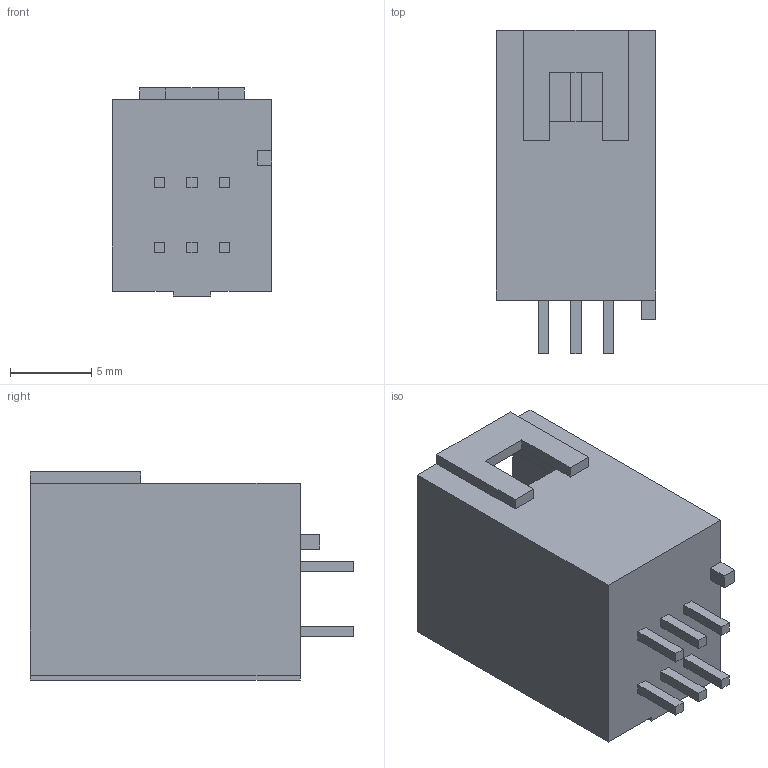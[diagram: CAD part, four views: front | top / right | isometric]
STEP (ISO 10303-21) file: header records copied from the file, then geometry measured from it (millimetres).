
FILE_DESCRIPTION (( 'STEP AP214' ), '1' );
FILE_NAME ('B06B-JWPF-SK-R (LF)(SN).STEP', '2013-10-11T08:20:43', ( ' ' ), ( ' ' ), 'SwSTEP 2.0', 'SolidWorks 2005235', '' );
FILE_SCHEMA (( 'AUTOMOTIVE_DESIGN' ));
Length unit declared in the file: millimetre
Products named in the file (1): B06B-JWPF-SK-R  (LF)(SN)
Bounding box: 9.8 x 19.9 x 12.8 mm (x, y, z)
Volume: 1202.6 mm3; surface area: 1504.5 mm2
Topology: 1 solids, 1 shells, 95 faces, 244 edges, 162 vertices
Faces by surface type: plane 95
Entity records: 3509 total; most frequent: CARTESIAN_POINT 502, ORIENTED_EDGE 488, DIRECTION 436, EDGE_CURVE 244, VECTOR 244, LINE 244, VERTEX_POINT 162, EDGE_LOOP 108
